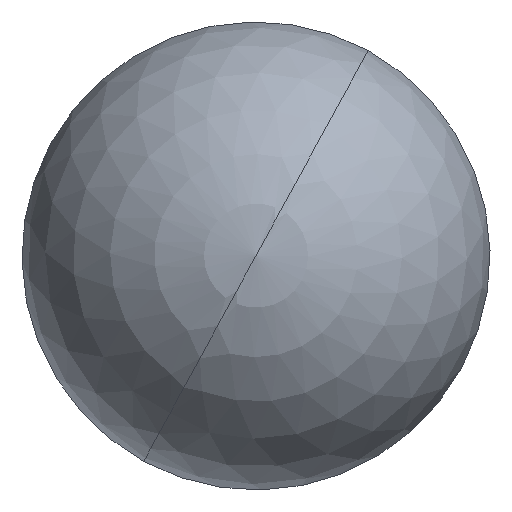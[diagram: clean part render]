
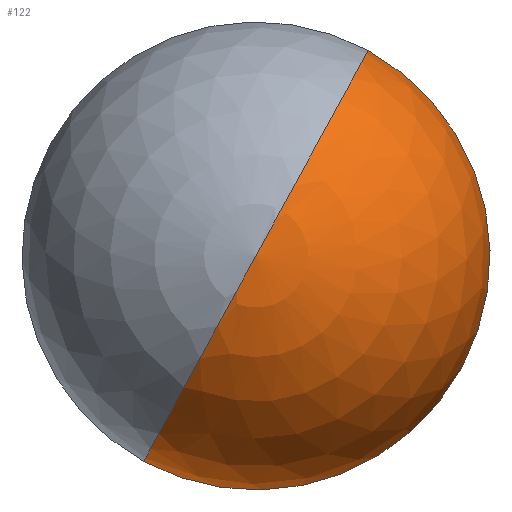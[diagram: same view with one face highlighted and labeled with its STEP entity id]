
A CAD part, top view. The second image highlights one B-rep face of the part: STEP entity #122.
In plain terms, the highlighted spherical face has radius 7 mm.
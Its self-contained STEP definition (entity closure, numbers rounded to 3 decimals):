
#57=CARTESIAN_POINT('Axis2P3D Location',(0.,0.,119.3)) ;
#61=CARTESIAN_POINT('Vertex',(3.356,6.143,119.3)) ;
#63=CARTESIAN_POINT('Vertex',(-3.356,-6.143,119.3)) ;
#94=CARTESIAN_POINT('Axis2P3D Location',(0.,0.,119.3)) ;
#99=CARTESIAN_POINT('Axis2P3D Location',(0.,0.,119.3)) ;
#103=CARTESIAN_POINT('Vertex',(0.,0.,126.3)) ;
#106=CARTESIAN_POINT('Axis2P3D Location',(0.,0.,119.3)) ;
#58=DIRECTION('Axis2P3D Direction',(0.,0.,-1.)) ;
#95=DIRECTION('Axis2P3D Direction',(0.,0.,-1.)) ;
#96=DIRECTION('Axis2P3D XDirection',(0.479,0.878,0.)) ;
#100=DIRECTION('Axis2P3D Direction',(0.878,-0.479,0.)) ;
#107=DIRECTION('Axis2P3D Direction',(-0.878,0.479,0.)) ;
#59=AXIS2_PLACEMENT_3D('Circle Axis2P3D',#57,#58,$) ;
#97=AXIS2_PLACEMENT_3D('Sphere Axis2P3D',#94,#95,#96) ;
#101=AXIS2_PLACEMENT_3D('Circle Axis2P3D',#99,#100,$) ;
#108=AXIS2_PLACEMENT_3D('Circle Axis2P3D',#106,#107,$) ;
#118=ORIENTED_EDGE('',*,*,#65,.F.) ;
#119=ORIENTED_EDGE('',*,*,#110,.T.) ;
#120=ORIENTED_EDGE('',*,*,#105,.F.) ;
#122=ADVANCED_FACE('Corps principal',(#121),#98,.T.) ;
#60=CIRCLE('generated circle',#59,7.) ;
#102=CIRCLE('generated circle',#101,7.) ;
#109=CIRCLE('generated circle',#108,7.) ;
#65=EDGE_CURVE('',#62,#64,#60,.T.) ;
#105=EDGE_CURVE('',#64,#104,#102,.F.) ;
#110=EDGE_CURVE('',#62,#104,#109,.F.) ;
#117=EDGE_LOOP('',(#118,#119,#120)) ;
#121=FACE_OUTER_BOUND('',#117,.T.) ;
#98=SPHERICAL_SURFACE('',#97,7.) ;
#62=VERTEX_POINT('',#61) ;
#64=VERTEX_POINT('',#63) ;
#104=VERTEX_POINT('',#103) ;
